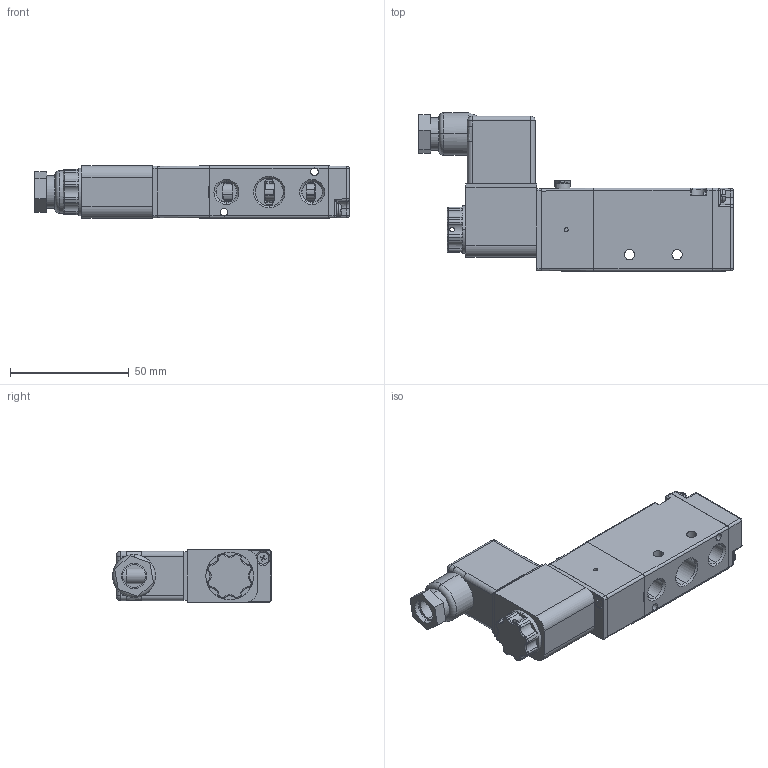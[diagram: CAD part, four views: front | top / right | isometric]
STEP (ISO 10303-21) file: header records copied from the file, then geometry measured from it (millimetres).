
FILE_DESCRIPTION (( 'STEP AP203' ), '1' );
FILE_NAME ('NA212.STEP', '2021-09-16T03:20:04', ( '' ), ( '' ), 'SwSTEP 2.0', 'SolidWorks 2014', '' );
FILE_SCHEMA (( 'CONFIG_CONTROL_DESIGN' ));
Length unit declared in the file: millimetre
Products named in the file (35): NA212; NA2105; SV20-07端子螺絲; SN20-25電樞; SN20-20手動銷彈簧-free; NA20-18活塞; SV20-11固定鐵片螺絲; PRNA2103; SV20-07端子墊片; SV20-29襯套; NA2045-底蓋; SV20-30電樞銅管; SV20-07端子; SV20-34電樞銅管OR; SN20-24橡膠墊塊2; SN20-17活塞VR; SV20-10底蓋螺絲; 五圈錐形彈簧; SN20-32壓縮彈簧二; SV20-21手動銷OR; NA2107; SV20-06線圈; NA2102-B; SN20-15固定鐵片; SN20-23橡膠墊塊1; NA2106; 引導本體OR; SN20引導本體組; NA2101; SN20-16引導本體; SN20-19手動銷; SV20-35電樞銅管接頭OR; SN20-28電樞銅管接頭; SN20-22鐵片; SN20-12固定螺帽
Assembly tree (44 placements, depth 3):
  NA212
    NA2101
    NA2106
    PRNA2103  x6
    NA2105  x5
    NA2107
    NA2045-底蓋
    SN20引導本體組
      SN20-20手動銷彈簧-free
      SN20-19手動銷
      SV20-21手動銷OR
      SN20-22鐵片
      SN20-25電樞
      SN20-23橡膠墊塊1
      SN20-24橡膠墊塊2
      SN20-32壓縮彈簧二
      SN20-28電樞銅管接頭
      SV20-29襯套
      SV20-30電樞銅管
      五圈錐形彈簧
      SN20-15固定鐵片
      SV20-34電樞銅管OR
      SV20-35電樞銅管接頭OR
      SN20-12固定螺帽
      引導本體OR
    NA20-18活塞
    SN20-17活塞VR
    NA2102-B
    SN20-16引導本體
    SV20-06線圈
    SV20-07端子
    SV20-07端子墊片
    SV20-07端子螺絲
    SV20-10底蓋螺絲  x2
    SV20-11固定鐵片螺絲
Bounding box: 132.32 x 66.75 x 22.2 mm (x, y, z)
Volume: 75056.6 mm3; surface area: 58305.9 mm2
Topology: 43 solids, 43 shells, 2686 faces, 6504 edges, 4002 vertices
Faces by surface type: plane 1029, cylinder 778, torus 414, cone 191, bspline 182, sphere 92
Entity records: 85173 total; most frequent: CARTESIAN_POINT 28379, DIRECTION 11229, ORIENTED_EDGE 10990, EDGE_CURVE 5495, AXIS2_PLACEMENT_3D 4331, VERTEX_POINT 3394, VECTOR 2567, LINE 2567
